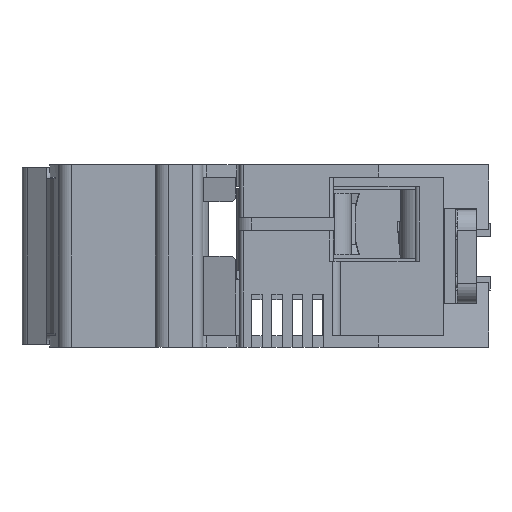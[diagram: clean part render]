
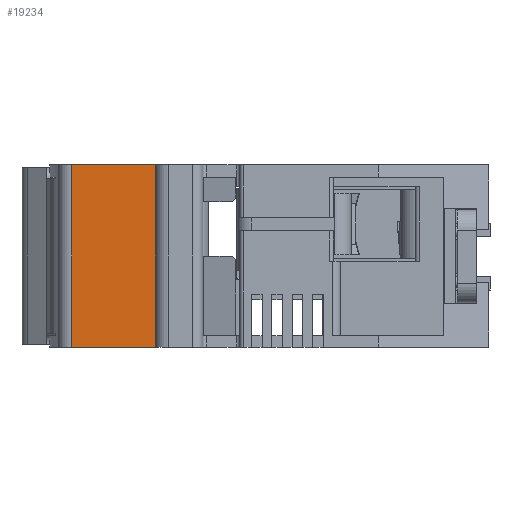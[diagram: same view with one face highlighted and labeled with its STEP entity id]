
A CAD part, left-side view. The second image highlights one B-rep face of the part: STEP entity #19234.
In plain terms, the highlighted planar face has unit normal (-1, 0, 0).
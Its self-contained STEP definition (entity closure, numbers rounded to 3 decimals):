
#1707=DIRECTION('',(0.,0.,1.));
#1708=VECTOR('',#1707,13.4);
#1709=CARTESIAN_POINT('',(-22.5,0.,-13.4));
#1710=LINE('',#1709,#1708);
#1733=DIRECTION('',(0.,-1.,0.));
#1734=VECTOR('',#1733,1.);
#1735=CARTESIAN_POINT('',(-22.5,0.,0.));
#1736=LINE('',#1735,#1734);
#1749=DIRECTION('',(0.,-1.,0.));
#1750=VECTOR('',#1749,0.5);
#1751=CARTESIAN_POINT('',(-22.5,-0.5,8.9));
#1752=LINE('',#1751,#1750);
#1762=DIRECTION('',(0.,0.,-1.));
#1763=VECTOR('',#1762,26.8);
#1764=CARTESIAN_POINT('',(-22.5,12.316,13.4));
#1765=LINE('',#1764,#1763);
#1855=DIRECTION('',(0.,1.,0.));
#1856=VECTOR('',#1855,12.316);
#1857=CARTESIAN_POINT('',(-22.5,0.,13.4));
#1858=LINE('',#1857,#1856);
#2825=DIRECTION('',(0.,1.,0.));
#2826=VECTOR('',#2825,12.316);
#2827=CARTESIAN_POINT('',(-22.5,0.,-13.4));
#2828=LINE('',#2827,#2826);
#11833=DIRECTION('',(0.,0.,-1.));
#11834=VECTOR('',#11833,8.9);
#11835=CARTESIAN_POINT('',(-22.5,-1.,8.9));
#11836=LINE('',#11835,#11834);
#11873=DIRECTION('',(0.,-0.707,-0.707));
#11874=VECTOR('',#11873,0.707);
#11875=CARTESIAN_POINT('',(-22.5,0.,9.4));
#11876=LINE('',#11875,#11874);
#11881=DIRECTION('',(0.,0.,1.));
#11882=VECTOR('',#11881,4.);
#11883=CARTESIAN_POINT('',(-22.5,0.,9.4));
#11884=LINE('',#11883,#11882);
#14177=CARTESIAN_POINT('',(-22.5,0.,-13.4));
#14178=VERTEX_POINT('',#14177);
#14355=CARTESIAN_POINT('',(-22.5,12.316,-13.4));
#14357=VERTEX_POINT('',#14355);
#15289=CARTESIAN_POINT('',(-22.5,12.316,13.4));
#15291=VERTEX_POINT('',#15289);
#15293=CARTESIAN_POINT('',(-22.5,0.,13.4));
#15294=VERTEX_POINT('',#15293);
#15604=CARTESIAN_POINT('',(-22.5,-1.,8.9));
#15606=VERTEX_POINT('',#15604);
#15627=CARTESIAN_POINT('',(-22.5,0.,9.4));
#15629=VERTEX_POINT('',#15627);
#15631=CARTESIAN_POINT('',(-22.5,-0.5,8.9));
#15633=VERTEX_POINT('',#15631);
#15930=CARTESIAN_POINT('',(-22.5,0.,0.));
#15931=CARTESIAN_POINT('',(-22.5,-1.,0.));
#15932=VERTEX_POINT('',#15930);
#15933=VERTEX_POINT('',#15931);
#19211=CARTESIAN_POINT('',(-22.5,14.088,0.));
#19212=DIRECTION('',(-1.,0.,0.));
#19213=DIRECTION('',(0.,-1.,0.));
#19214=AXIS2_PLACEMENT_3D('',#19211,#19212,#19213);
#19215=PLANE('',#19214);
#19217=ORIENTED_EDGE('',*,*,#19216,.F.);
#19219=ORIENTED_EDGE('',*,*,#19218,.F.);
#19221=ORIENTED_EDGE('',*,*,#19220,.F.);
#19223=ORIENTED_EDGE('',*,*,#19222,.T.);
#19225=ORIENTED_EDGE('',*,*,#19224,.T.);
#19227=ORIENTED_EDGE('',*,*,#19226,.T.);
#19228=ORIENTED_EDGE('',*,*,#19201,.F.);
#19229=ORIENTED_EDGE('',*,*,#19177,.F.);
#19231=ORIENTED_EDGE('',*,*,#19230,.T.);
#19232=EDGE_LOOP('',(#19217,#19219,#19221,#19223,#19225,#19227,#19228,#19229,
#19231));
#19233=FACE_OUTER_BOUND('',#19232,.F.);
#19177=EDGE_CURVE('',#14178,#15932,#1710,.T.);
#19201=EDGE_CURVE('',#15932,#15933,#1736,.T.);
#19216=EDGE_CURVE('',#15291,#14357,#1765,.T.);
#19218=EDGE_CURVE('',#15294,#15291,#1858,.T.);
#19220=EDGE_CURVE('',#15629,#15294,#11884,.T.);
#19222=EDGE_CURVE('',#15629,#15633,#11876,.T.);
#19224=EDGE_CURVE('',#15633,#15606,#1752,.T.);
#19226=EDGE_CURVE('',#15606,#15933,#11836,.T.);
#19230=EDGE_CURVE('',#14178,#14357,#2828,.T.);
#19234=ADVANCED_FACE('',(#19233),#19215,.T.);
